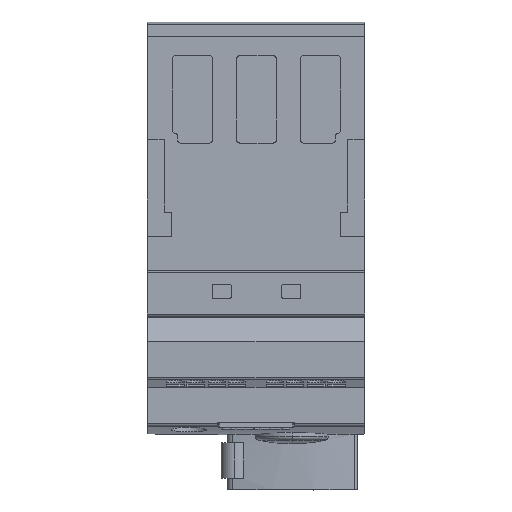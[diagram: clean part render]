
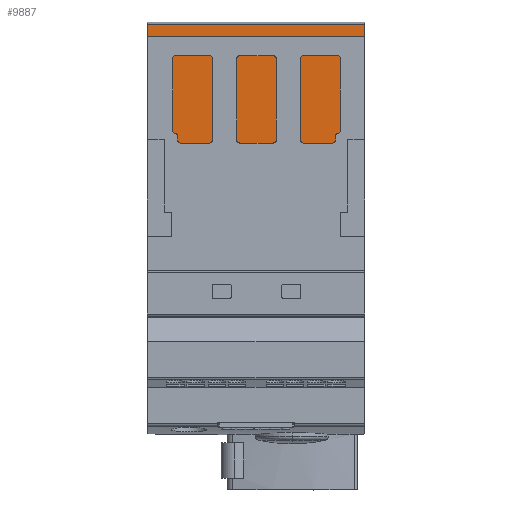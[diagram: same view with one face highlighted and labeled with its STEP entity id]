
A CAD part, top view. The second image highlights one B-rep face of the part: STEP entity #9887.
In plain terms, the highlighted planar face has unit normal (0, 0, 1).
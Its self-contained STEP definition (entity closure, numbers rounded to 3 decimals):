
#4041=EDGE_CURVE('',#9533,#5677,#11564,.T.);
#4461=VERTEX_POINT('',#12030);
#4675=EDGE_CURVE('',#11193,#5013,#12270,.T.);
#5013=VERTEX_POINT('',#12663);
#5021=EDGE_CURVE('',#10643,#6545,#12673,.T.);
#5677=VERTEX_POINT('',#13371);
#6151=EDGE_CURVE('',#4461,#7837,#13887,.T.);
#6325=VERTEX_POINT('',#14078);
#6543=EDGE_CURVE('',#5013,#7837,#14308,.T.);
#6545=VERTEX_POINT('',#14310);
#7837=VERTEX_POINT('',#15741);
#7875=VERTEX_POINT('',#15782);
#9213=EDGE_CURVE('',#6325,#7875,#17239,.T.);
#9533=VERTEX_POINT('',#17602);
#9887=ADVANCED_FACE('',(#17998),#17999,.T.);
#9991=EDGE_CURVE('',#5677,#10643,#18110,.T.);
#10633=EDGE_CURVE('',#4461,#6545,#18820,.T.);
#10643=VERTEX_POINT('',#18830);
#10699=EDGE_CURVE('',#7875,#9533,#18891,.T.);
#10703=EDGE_CURVE('',#6325,#11193,#18896,.T.);
#11193=VERTEX_POINT('',#19439);
#11564=LINE('',#19930,#19931);
#12030=CARTESIAN_POINT('',(-22.4,-30.1,45.3));
#12270=LINE('',#20921,#20922);
#12663=CARTESIAN_POINT('',(-22.5,-0.529,45.3));
#12673=LINE('',#21513,#21514);
#13371=CARTESIAN_POINT('',(21.5,-26.7,45.3));
#13887=LINE('',#23322,#23323);
#14078=CARTESIAN_POINT('',(22.5,-30.1,45.3));
#14308=LINE('',#23967,#23968);
#14310=CARTESIAN_POINT('',(-22.4,-26.7,45.3));
#15741=CARTESIAN_POINT('',(-22.5,-30.1,45.3));
#15782=CARTESIAN_POINT('',(22.4,-30.1,45.3));
#17239=LINE('',#28133,#28134);
#17602=CARTESIAN_POINT('',(22.4,-26.7,45.3));
#17998=FACE_OUTER_BOUND('',#29189,.T.);
#17999=PLANE('',#29190);
#18110=LINE('',#29388,#29389);
#18820=LINE('',#30489,#30490);
#18830=CARTESIAN_POINT('',(-21.5,-26.7,45.3));
#18891=LINE('',#30584,#30585);
#18896=LINE('',#30591,#30592);
#19439=CARTESIAN_POINT('',(22.5,-0.529,45.3));
#19930=CARTESIAN_POINT('',(22.4,-26.7,45.3));
#19931=VECTOR('',#31771,1.0);
#20921=CARTESIAN_POINT('',(22.5,-0.529,45.3));
#20922=VECTOR('',#32619,1.0);
#21513=CARTESIAN_POINT('',(22.4,-26.7,45.3));
#21514=VECTOR('',#33187,1.0);
#23322=CARTESIAN_POINT('',(22.5,-30.1,45.3));
#23323=VECTOR('',#34315,1.0);
#23967=CARTESIAN_POINT('',(-22.5,-30.1,45.3));
#23968=VECTOR('',#34713,1.0);
#28133=CARTESIAN_POINT('',(22.5,-30.1,45.3));
#28134=VECTOR('',#37850,1.0);
#29189=EDGE_LOOP('',(#38800,#38801,#38802,#38803,#38804,#38805,#38806,#38807,#38808,#38809));
#29190=AXIS2_PLACEMENT_3D('',#38810,#38811,#38812);
#29388=CARTESIAN_POINT('',(11.25,-26.7,45.3));
#29389=VECTOR('',#38951,1.0);
#30489=CARTESIAN_POINT('',(-22.4,-30.1,45.3));
#30490=VECTOR('',#39763,1.0);
#30584=CARTESIAN_POINT('',(22.4,-30.1,45.3));
#30585=VECTOR('',#39826,1.0);
#30591=CARTESIAN_POINT('',(22.5,-30.1,45.3));
#30592=VECTOR('',#39835,1.0);
#31771=DIRECTION('',(-1.0,0.0,0.0));
#32619=DIRECTION('',(-1.0,0.0,0.0));
#33187=DIRECTION('',(-1.0,0.0,0.0));
#34315=DIRECTION('',(-1.0,0.0,0.0));
#34713=DIRECTION('',(-0.0,-1.0,-0.0));
#37850=DIRECTION('',(-1.0,0.0,0.0));
#38800=ORIENTED_EDGE('',*,*,#10633,.T.);
#38801=ORIENTED_EDGE('',*,*,#5021,.F.);
#38802=ORIENTED_EDGE('',*,*,#9991,.F.);
#38803=ORIENTED_EDGE('',*,*,#4041,.F.);
#38804=ORIENTED_EDGE('',*,*,#10699,.F.);
#38805=ORIENTED_EDGE('',*,*,#9213,.F.);
#38806=ORIENTED_EDGE('',*,*,#10703,.T.);
#38807=ORIENTED_EDGE('',*,*,#4675,.T.);
#38808=ORIENTED_EDGE('',*,*,#6543,.T.);
#38809=ORIENTED_EDGE('',*,*,#6151,.F.);
#38810=CARTESIAN_POINT('',(22.5,-0.529,45.3));
#38811=DIRECTION('',(0.0,-0.0,1.0));
#38812=DIRECTION('',(0.0,1.0,0.0));
#38951=DIRECTION('',(-1.0,0.0,0.0));
#39763=DIRECTION('',(0.0,1.0,0.0));
#39826=DIRECTION('',(0.0,1.0,0.0));
#39835=DIRECTION('',(0.0,1.0,0.0));
